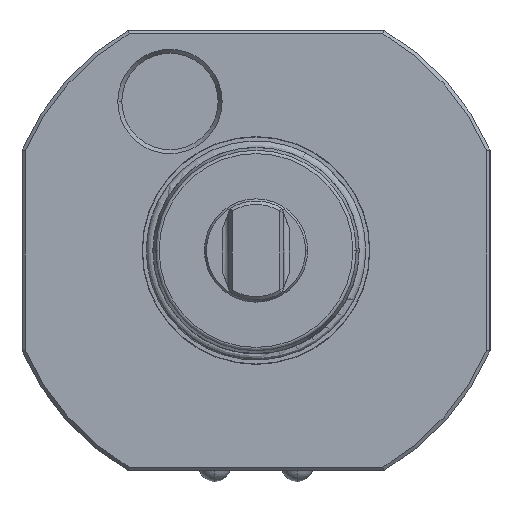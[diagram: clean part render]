
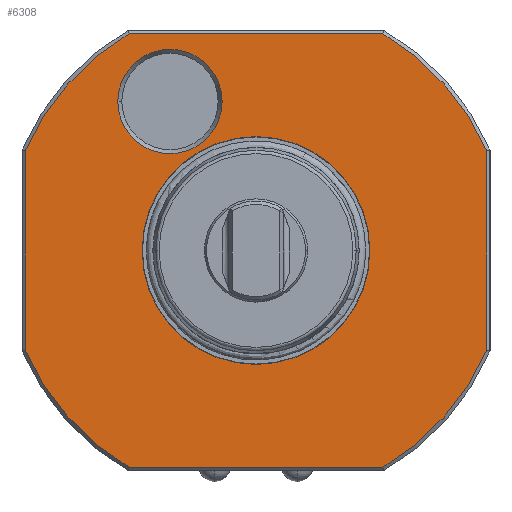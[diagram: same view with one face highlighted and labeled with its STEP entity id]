
A CAD part, left-side view. The second image highlights one B-rep face of the part: STEP entity #6308.
In plain terms, the highlighted planar face has unit normal (-1, 0, 0).
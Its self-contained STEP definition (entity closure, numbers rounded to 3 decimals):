
#234=CARTESIAN_POINT('',(-60.,0.,0.));
#235=DIRECTION('',(1.,0.,0.));
#236=DIRECTION('',(0.,-0.918,-0.397));
#237=AXIS2_PLACEMENT_3D('',#234,#235,#236);
#239=DIRECTION('',(0.,-1.,0.));
#240=VECTOR('',#239,36.878);
#241=CARTESIAN_POINT('',(-60.,18.439,-31.5));
#242=LINE('',#241,#240);
#243=CARTESIAN_POINT('',(-60.,0.,0.));
#244=DIRECTION('',(1.,0.,0.));
#245=DIRECTION('',(0.,0.505,-0.863));
#246=AXIS2_PLACEMENT_3D('',#243,#244,#245);
#248=DIRECTION('',(0.,0.,-1.));
#249=VECTOR('',#248,28.983);
#250=CARTESIAN_POINT('',(-60.,33.5,14.492));
#251=LINE('',#250,#249);
#252=CARTESIAN_POINT('',(-60.,0.,0.));
#253=DIRECTION('',(1.,0.,0.));
#254=DIRECTION('',(0.,0.918,0.397));
#255=AXIS2_PLACEMENT_3D('',#252,#253,#254);
#257=DIRECTION('',(0.,1.,0.));
#258=VECTOR('',#257,36.879);
#259=CARTESIAN_POINT('',(-60.,-18.439,31.5));
#260=LINE('',#259,#258);
#261=CARTESIAN_POINT('',(-60.,0.,0.));
#262=DIRECTION('',(1.,0.,0.));
#263=DIRECTION('',(0.,-0.505,0.863));
#264=AXIS2_PLACEMENT_3D('',#261,#262,#263);
#266=DIRECTION('',(0.,0.,1.));
#267=VECTOR('',#266,28.983);
#268=CARTESIAN_POINT('',(-60.,-33.5,
-14.492));
#269=LINE('',#268,#267);
#270=CARTESIAN_POINT('',(-60.,0.,0.));
#271=DIRECTION('',(1.,0.,0.));
#272=DIRECTION('',(0.,-1.,0.));
#273=AXIS2_PLACEMENT_3D('',#270,#271,#272);
#275=CARTESIAN_POINT('',(-60.,0.,0.));
#276=DIRECTION('',(1.,0.,0.));
#277=DIRECTION('',(0.,1.,0.));
#278=AXIS2_PLACEMENT_3D('',#275,#276,#277);
#280=CARTESIAN_POINT('',(-60.,12.5,21.651));
#281=DIRECTION('',(1.,0.,0.));
#282=DIRECTION('',(0.,-1.,0.));
#283=AXIS2_PLACEMENT_3D('',#280,#281,#282);
#285=CARTESIAN_POINT('',(-60.,12.5,21.651));
#286=DIRECTION('',(1.,0.,0.));
#287=DIRECTION('',(0.,1.,0.));
#288=AXIS2_PLACEMENT_3D('',#285,#286,#287);
#5523=CARTESIAN_POINT('',(-60.,-16.55,0.));
#5524=CARTESIAN_POINT('',(-60.,16.55,0.));
#5525=VERTEX_POINT('',#5523);
#5526=VERTEX_POINT('',#5524);
#5527=CARTESIAN_POINT('',(-60.,4.923,21.651));
#5528=CARTESIAN_POINT('',(-60.,20.077,21.651));
#5529=VERTEX_POINT('',#5527);
#5530=VERTEX_POINT('',#5528);
#5547=CARTESIAN_POINT('',(-60.,-33.5,-14.492));
#5548=CARTESIAN_POINT('',(-60.,-18.44,-31.5));
#5549=VERTEX_POINT('',#5547);
#5550=VERTEX_POINT('',#5548);
#5555=CARTESIAN_POINT('',(-60.,18.439,-31.5));
#5556=CARTESIAN_POINT('',(-60.,33.5,-14.491));
#5557=VERTEX_POINT('',#5555);
#5558=VERTEX_POINT('',#5556);
#5563=CARTESIAN_POINT('',(-60.,33.5,14.492));
#5564=CARTESIAN_POINT('',(-60.,18.44,31.5));
#5565=VERTEX_POINT('',#5563);
#5566=VERTEX_POINT('',#5564);
#5571=CARTESIAN_POINT('',(-60.,-18.44,31.5));
#5572=CARTESIAN_POINT('',(-60.,-33.5,14.492));
#5573=VERTEX_POINT('',#5571);
#5574=VERTEX_POINT('',#5572);
#6274=CARTESIAN_POINT('',(-60.,0.,0.));
#6275=DIRECTION('',(-1.,0.,0.));
#6276=DIRECTION('',(0.,1.,0.));
#6277=AXIS2_PLACEMENT_3D('',#6274,#6275,#6276);
#6278=PLANE('',#6277);
#6280=ORIENTED_EDGE('',*,*,#6279,.T.);
#6282=ORIENTED_EDGE('',*,*,#6281,.F.);
#6284=ORIENTED_EDGE('',*,*,#6283,.T.);
#6286=ORIENTED_EDGE('',*,*,#6285,.F.);
#6287=ORIENTED_EDGE('',*,*,#6264,.T.);
#6289=ORIENTED_EDGE('',*,*,#6288,.F.);
#6291=ORIENTED_EDGE('',*,*,#6290,.T.);
#6293=ORIENTED_EDGE('',*,*,#6292,.F.);
#6294=EDGE_LOOP('',(#6280,#6282,#6284,#6286,#6287,#6289,#6291,#6293));
#6295=FACE_OUTER_BOUND('',#6294,.F.);
#6297=ORIENTED_EDGE('',*,*,#6296,.F.);
#6299=ORIENTED_EDGE('',*,*,#6298,.F.);
#6300=EDGE_LOOP('',(#6297,#6299));
#6301=FACE_BOUND('',#6300,.F.);
#6303=ORIENTED_EDGE('',*,*,#6302,.F.);
#6305=ORIENTED_EDGE('',*,*,#6304,.F.);
#6306=EDGE_LOOP('',(#6303,#6305));
#6307=FACE_BOUND('',#6306,.F.);
#238=CIRCLE('',#237,36.501);
#247=CIRCLE('',#246,36.5);
#256=CIRCLE('',#255,36.501);
#265=CIRCLE('',#264,36.501);
#274=CIRCLE('',#273,16.55);
#279=CIRCLE('',#278,16.55);
#284=CIRCLE('',#283,7.577);
#289=CIRCLE('',#288,7.577);
#6264=EDGE_CURVE('',#5565,#5566,#256,.T.);
#6279=EDGE_CURVE('',#5549,#5550,#238,.T.);
#6281=EDGE_CURVE('',#5557,#5550,#242,.T.);
#6283=EDGE_CURVE('',#5557,#5558,#247,.T.);
#6285=EDGE_CURVE('',#5565,#5558,#251,.T.);
#6288=EDGE_CURVE('',#5573,#5566,#260,.T.);
#6290=EDGE_CURVE('',#5573,#5574,#265,.T.);
#6292=EDGE_CURVE('',#5549,#5574,#269,.T.);
#6296=EDGE_CURVE('',#5525,#5526,#274,.T.);
#6298=EDGE_CURVE('',#5526,#5525,#279,.T.);
#6302=EDGE_CURVE('',#5529,#5530,#284,.T.);
#6304=EDGE_CURVE('',#5530,#5529,#289,.T.);
#6308=ADVANCED_FACE('',(#6295,#6301,#6307),#6278,.T.);
